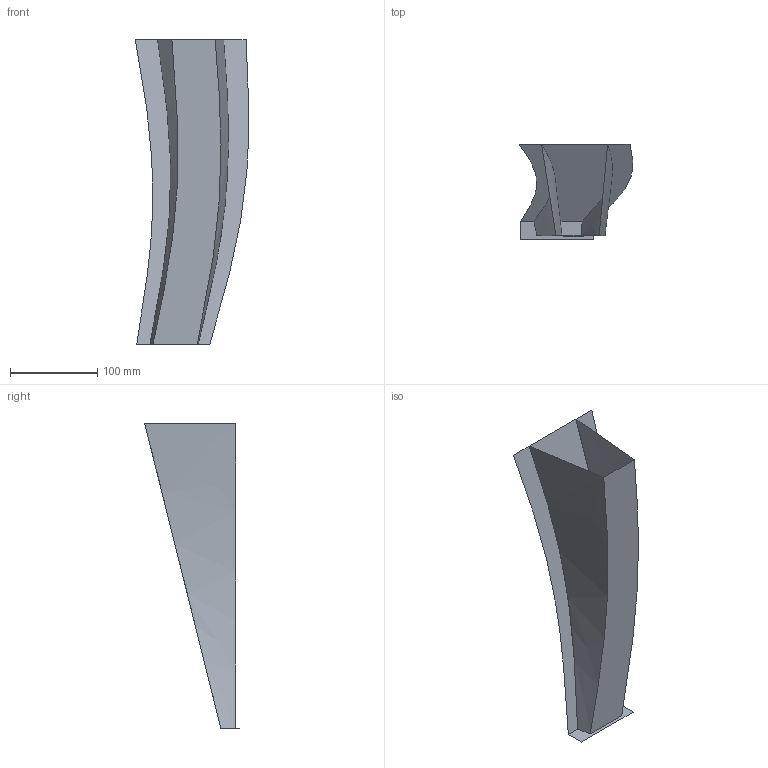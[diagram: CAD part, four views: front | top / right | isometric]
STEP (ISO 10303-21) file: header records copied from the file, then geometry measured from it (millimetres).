
FILE_DESCRIPTION(('CAx-IF Rec.Pracs.---Model Styling and Organization---1.2---2011-12-15','CAx-IF Rec.Pracs.---Geometric and Assembly Validation Properties---4.3---2015-07-16','CAx-IF Rec.Pracs.---Representation and Presentation of Product Manufacturing Information (PMI)---4.0.3---2016-08-25'),'2;1');
FILE_NAME('mesh_annulusfiller11.stp','2024-01-02T22:17:28+01:00',(' '),(''),'HyperWorksVersion-2022.3.0.24','3D_Kernel_IO2022 SP3 by CT CoreTechnologie',' ');
FILE_SCHEMA(('AP203_CONFIGURATION_CONTROLLED_3D_DESIGN_OF_MECHANICAL_PARTS_AND_ASSEMBLIES_MIM_LF'));
Length unit declared in the file: metre
Products named in the file (1): mesh_annulusfiller11
Bounding box: 130.14 x 108.55 x 349.5 mm (x, y, z)
Surface area: 100112 mm2 (no closed solid volume)
Topology: 0 solids, 2 shells, 8 faces, 28 edges, 22 vertices
Faces by surface type: plane 6, bspline 2
Entity records: 593 total; most frequent: CARTESIAN_POINT 298, ORIENTED_EDGE 38, DIRECTION 34, EDGE_CURVE 28, VERTEX_POINT 22, VECTOR 20, LINE 20, B_SPLINE_CURVE_WITH_KNOTS 8
